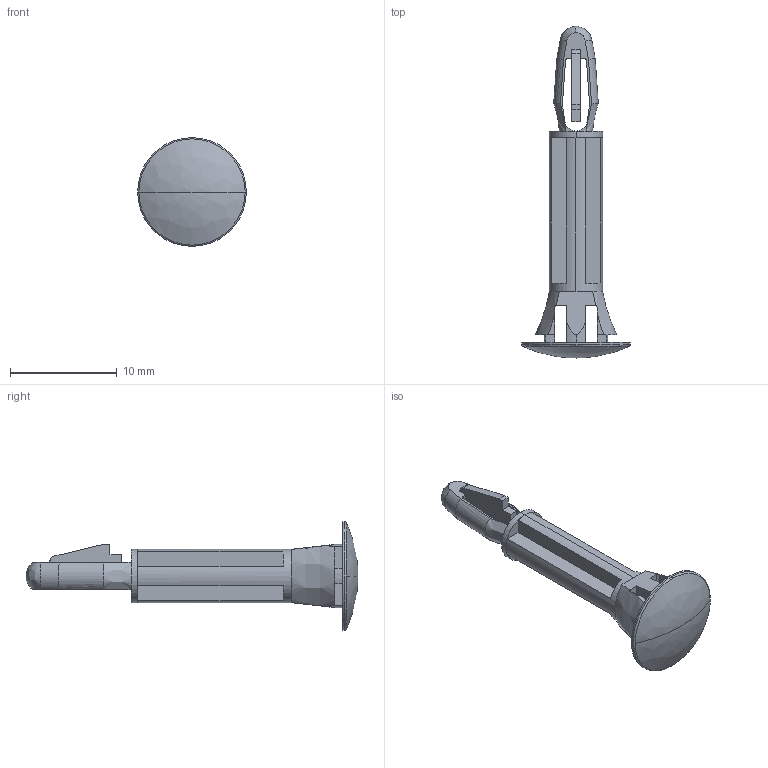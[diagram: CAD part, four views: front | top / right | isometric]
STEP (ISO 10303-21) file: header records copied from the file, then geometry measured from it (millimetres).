
FILE_DESCRIPTION(('STEP AP214'),'1');
FILE_NAME(' ',' ',('TraceParts'),('TraceParts S.A.'),'XStep 1.0',' ',' ');
FILE_SCHEMA(('automotive_design'));
Length unit declared in the file: millimetre
Products named in the file (2): Imported1; Imported2
Bounding box: 10.2 x 31.16 x 10.2 mm (x, y, z)
Volume: 432.1 mm3; surface area: 849.6 mm2
Topology: 2 solids, 2 shells, 113 faces, 324 edges, 211 vertices
Faces by surface type: plane 66, bspline 24, cylinder 19, cone 4
Entity records: 8421 total; most frequent: CARTESIAN_POINT 2128, STYLED_ITEM 646, PRESENTATION_STYLE_ASSIGNMENT 646, COLOUR_RGB 646, ORIENTED_EDGE 640, DIRECTION 469, EDGE_CURVE 320, CURVE_STYLE 320
